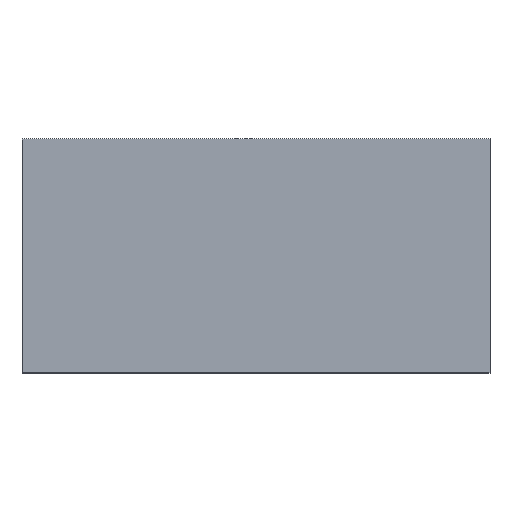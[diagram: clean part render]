
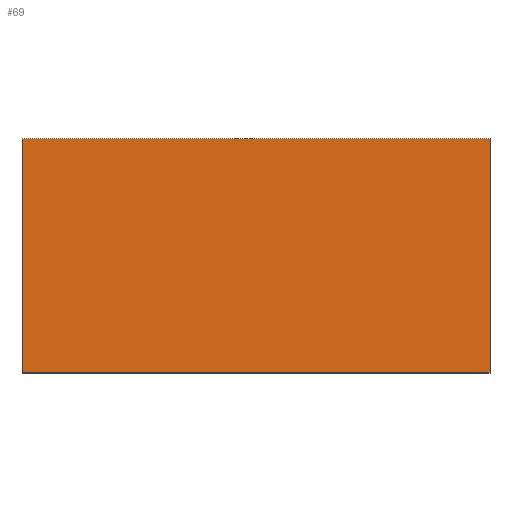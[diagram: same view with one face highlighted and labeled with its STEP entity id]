
A CAD part, top view. The second image highlights one B-rep face of the part: STEP entity #69.
In plain terms, the highlighted planar face has unit normal (0, 0, 1).
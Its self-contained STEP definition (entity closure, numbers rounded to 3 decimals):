
#4 = CARTESIAN_POINT ( 'NONE',  ( 1152., -738., 4. ) ) ;
#14 = CARTESIAN_POINT ( 'NONE',  ( 1152., 262., 4. ) ) ;
#18 = DIRECTION ( 'NONE',  ( -1., 0., 0. ) ) ;
#20 = AXIS2_PLACEMENT_3D ( 'NONE', #141, #49, #68 ) ;
#30 = VECTOR ( 'NONE', #81, 1000. ) ;
#32 = EDGE_CURVE ( 'NONE', #197, #122, #101, .T. ) ;
#33 = VECTOR ( 'NONE', #18, 1000. ) ;
#41 = FACE_OUTER_BOUND ( 'NONE', #65, .T. ) ;
#47 = LINE ( 'NONE', #4, #30 ) ;
#49 = DIRECTION ( 'NONE',  ( 0., 0., 1. ) ) ;
#54 = LINE ( 'NONE', #182, #94 ) ;
#59 = ORIENTED_EDGE ( 'NONE', *, *, #135, .T. ) ;
#65 = EDGE_LOOP ( 'NONE', ( #59, #116, #108, #139 ) ) ;
#68 = DIRECTION ( 'NONE',  ( 1., 0., 0. ) ) ;
#69 = ADVANCED_FACE ( 'NONE', ( #41 ), #184, .T. ) ;
#74 = CARTESIAN_POINT ( 'NONE',  ( 1152., -738., 4. ) ) ;
#78 = EDGE_CURVE ( 'NONE', #186, #197, #174, .T. ) ;
#81 = DIRECTION ( 'NONE',  ( 0., 1., 0. ) ) ;
#83 = CARTESIAN_POINT ( 'NONE',  ( -848., 262., 4. ) ) ;
#87 = EDGE_CURVE ( 'NONE', #122, #167, #54, .T. ) ;
#94 = VECTOR ( 'NONE', #181, 1000. ) ;
#101 = LINE ( 'NONE', #83, #145 ) ;
#108 = ORIENTED_EDGE ( 'NONE', *, *, #32, .T. ) ;
#114 = DIRECTION ( 'NONE',  ( 0., -1., 0. ) ) ;
#116 = ORIENTED_EDGE ( 'NONE', *, *, #78, .T. ) ;
#122 = VERTEX_POINT ( 'NONE', #201 ) ;
#135 = EDGE_CURVE ( 'NONE', #167, #186, #47, .T. ) ;
#139 = ORIENTED_EDGE ( 'NONE', *, *, #87, .T. ) ;
#141 = CARTESIAN_POINT ( 'NONE',  ( -848., -738., 4. ) ) ;
#145 = VECTOR ( 'NONE', #114, 1000. ) ;
#167 = VERTEX_POINT ( 'NONE', #74 ) ;
#169 = CARTESIAN_POINT ( 'NONE',  ( 1152., 262., 4. ) ) ;
#174 = LINE ( 'NONE', #14, #33 ) ;
#181 = DIRECTION ( 'NONE',  ( 1., 0., 0. ) ) ;
#182 = CARTESIAN_POINT ( 'NONE',  ( -848., -738., 4. ) ) ;
#184 = PLANE ( 'NONE',  #20 ) ;
#186 = VERTEX_POINT ( 'NONE', #169 ) ;
#192 = CARTESIAN_POINT ( 'NONE',  ( -848., 262., 4. ) ) ;
#197 = VERTEX_POINT ( 'NONE', #192 ) ;
#201 = CARTESIAN_POINT ( 'NONE',  ( -848., -738., 4. ) ) ;
